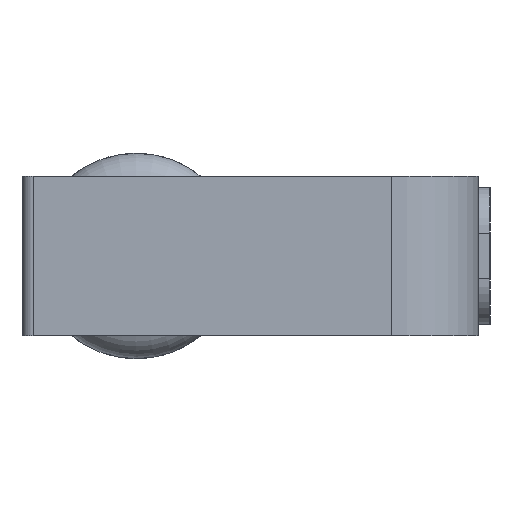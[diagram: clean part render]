
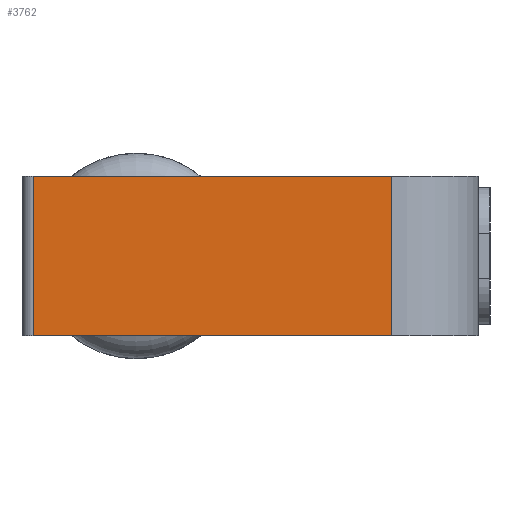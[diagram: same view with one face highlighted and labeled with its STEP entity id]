
A CAD part, left-side view. The second image highlights one B-rep face of the part: STEP entity #3762.
In plain terms, the highlighted planar face has unit normal (-1, 0, 0).
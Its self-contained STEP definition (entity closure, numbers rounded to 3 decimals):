
#430=PLANE('',#4272);
#590=FACE_OUTER_BOUND('',#1012,.T.);
#1012=EDGE_LOOP('',(#2924,#2925,#2926,#2927));
#1278=LINE('',#6027,#1446);
#1283=LINE('',#6044,#1451);
#1301=LINE('',#6356,#1469);
#1315=LINE('',#6412,#1483);
#1446=VECTOR('',#4688,10.);
#1451=VECTOR('',#4703,10.);
#1469=VECTOR('',#5015,10.);
#1483=VECTOR('',#5087,10.);
#1908=VERTEX_POINT('',#6024);
#1909=VERTEX_POINT('',#6026);
#1916=VERTEX_POINT('',#6042);
#2063=VERTEX_POINT('',#6354);
#2215=EDGE_CURVE('',#1908,#1909,#1278,.T.);
#2224=EDGE_CURVE('',#1916,#1908,#1283,.T.);
#2379=EDGE_CURVE('',#2063,#1916,#1301,.T.);
#2406=EDGE_CURVE('',#1909,#2063,#1315,.T.);
#2924=ORIENTED_EDGE('',*,*,#2215,.F.);
#2925=ORIENTED_EDGE('',*,*,#2224,.F.);
#2926=ORIENTED_EDGE('',*,*,#2379,.F.);
#2927=ORIENTED_EDGE('',*,*,#2406,.F.);
#3762=ADVANCED_FACE('',(#590),#430,.T.);
#4272=AXIS2_PLACEMENT_3D('',#6411,#5085,#5086);
#4688=DIRECTION('',(0.,0.,1.));
#4703=DIRECTION('',(0.,1.,0.));
#5015=DIRECTION('',(0.,0.,-1.));
#5085=DIRECTION('center_axis',(-1.,0.,0.));
#5086=DIRECTION('ref_axis',(0.,-1.,0.));
#5087=DIRECTION('',(0.,-1.,0.));
#6024=CARTESIAN_POINT('',(-60.,9.5,-3.5));
#6026=CARTESIAN_POINT('',(-60.,9.5,3.5));
#6027=CARTESIAN_POINT('',(-60.,9.5,0.));
#6042=CARTESIAN_POINT('',(-60.,-6.2,-3.5));
#6044=CARTESIAN_POINT('',(-60.,10.,-3.5));
#6354=CARTESIAN_POINT('',(-60.,-6.2,3.5));
#6356=CARTESIAN_POINT('',(-60.,-6.2,0.));
#6411=CARTESIAN_POINT('Origin',(-60.,10.,0.));
#6412=CARTESIAN_POINT('',(-60.,10.,3.5));
